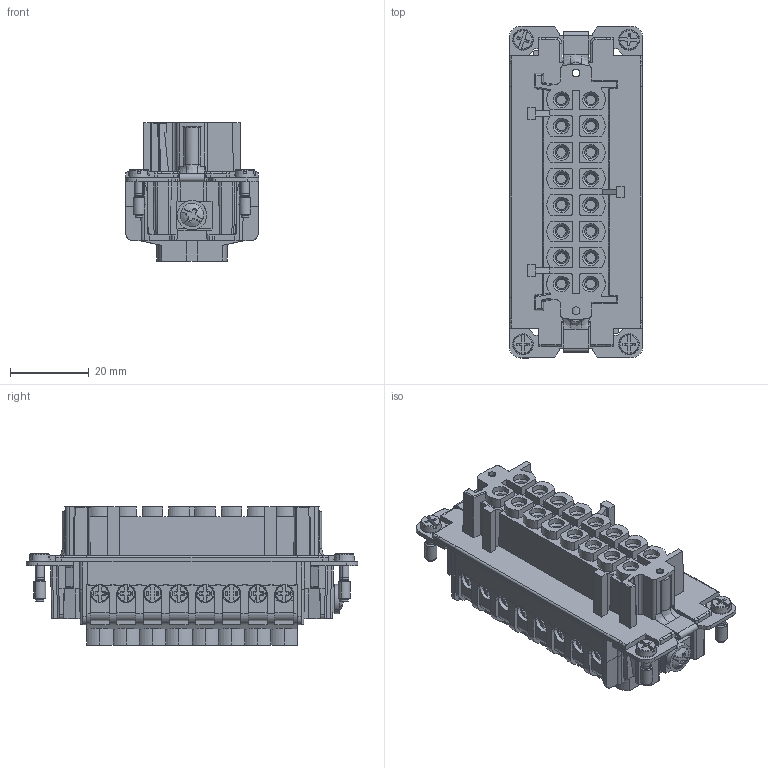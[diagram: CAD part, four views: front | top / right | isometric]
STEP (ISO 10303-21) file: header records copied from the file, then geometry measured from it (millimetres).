
FILE_DESCRIPTION(('CATIA V5 STEP Exchange','CAx-IF Rec.Pracs.--- Model Styling and Organization---1.4--- 2014-01-23'),'2;1');
FILE_NAME ('009030-3_4', '2019-10-28T07:32:15+00:00', ('none'), ('Weidmueller'), 'CATIA Version 5-6 Release 2016 SP3 HF44', 'CATIA V5 STEP AP214', 'none');
FILE_SCHEMA(('AUTOMOTIVE_DESIGN { 1 0 10303 214 1 1 1 1 }'));
Products named in the file (1): 1216100000
Bounding box: 34 x 84.5 x 35.2 mm (x, y, z)
Volume: 48037.5 mm3; surface area: 23812.3 mm2
Topology: 1 solids, 1 shells, 2782 faces, 8153 edges, 5385 vertices
Faces by surface type: plane 1588, cylinder 558, cone 366, extrusion 114, torus 106, bspline 26, sphere 16, revolution 8
Entity records: 92900 total; most frequent: CARTESIAN_POINT 25815, ORIENTED_EDGE 16278, DIRECTION 10130, EDGE_CURVE 8139, VERTEX_POINT 5385, VECTOR 5310, LINE 5196, AXIS2_PLACEMENT_3D 3200
